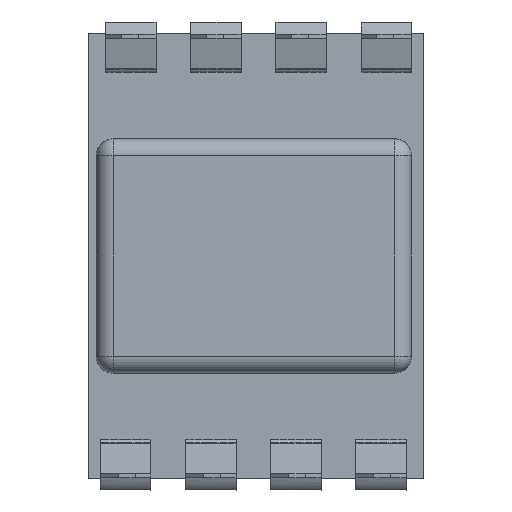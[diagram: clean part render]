
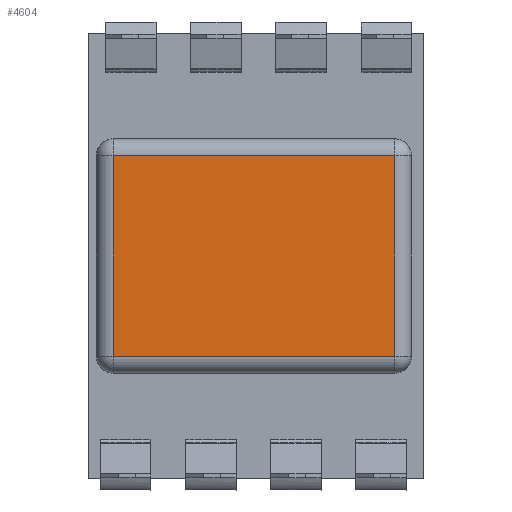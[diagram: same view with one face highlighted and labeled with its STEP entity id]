
A CAD part, front view. The second image highlights one B-rep face of the part: STEP entity #4604.
In plain terms, the highlighted planar face has unit normal (0, -1, 0).
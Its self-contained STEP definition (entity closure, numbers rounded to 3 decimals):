
#167=PLANE('',#4912);
#359=LINE('',#6287,#917);
#361=LINE('',#6294,#919);
#374=LINE('',#6351,#932);
#376=LINE('',#6354,#934);
#917=VECTOR('',#5180,10.);
#919=VECTOR('',#5188,10.);
#932=VECTOR('',#5263,10.);
#934=VECTOR('',#5267,10.);
#1519=FACE_OUTER_BOUND('',#1780,.T.);
#1780=EDGE_LOOP('',(#3304,#3305,#3306,#3307));
#2095=VERTEX_POINT('',#6266);
#2101=VERTEX_POINT('',#6286);
#2103=VERTEX_POINT('',#6292);
#2113=VERTEX_POINT('',#6327);
#2542=EDGE_CURVE('',#2095,#2101,#359,.T.);
#2546=EDGE_CURVE('',#2103,#2095,#361,.T.);
#2575=EDGE_CURVE('',#2101,#2113,#374,.T.);
#2577=EDGE_CURVE('',#2113,#2103,#376,.T.);
#3304=ORIENTED_EDGE('',*,*,#2546,.F.);
#3305=ORIENTED_EDGE('',*,*,#2577,.F.);
#3306=ORIENTED_EDGE('',*,*,#2575,.F.);
#3307=ORIENTED_EDGE('',*,*,#2542,.F.);
#4604=ADVANCED_FACE('',(#1519),#167,.F.);
#4912=AXIS2_PLACEMENT_3D('',#6356,#5270,#5271);
#5180=DIRECTION('',(0.,0.,1.));
#5188=DIRECTION('',(-1.,0.,0.));
#5263=DIRECTION('',(1.,0.,0.));
#5267=DIRECTION('',(0.,0.,-1.));
#5270=DIRECTION('center_axis',(0.,1.,0.));
#5271=DIRECTION('ref_axis',(0.,0.,1.));
#6266=CARTESIAN_POINT('',(-34.924,-11.074,-30.784));
#6286=CARTESIAN_POINT('',(-34.924,-11.074,29.116));
#6287=CARTESIAN_POINT('',(-34.924,-11.074,-17.309));
#6292=CARTESIAN_POINT('',(49.076,-11.074,-30.784));
#6294=CARTESIAN_POINT('',(30.576,-11.074,-30.784));
#6327=CARTESIAN_POINT('',(49.076,-11.074,29.116));
#6351=CARTESIAN_POINT('',(-16.424,-11.074,29.116));
#6354=CARTESIAN_POINT('',(49.076,-11.074,16.641));
#6356=CARTESIAN_POINT('Origin',(7.076,-11.074,-0.834));
